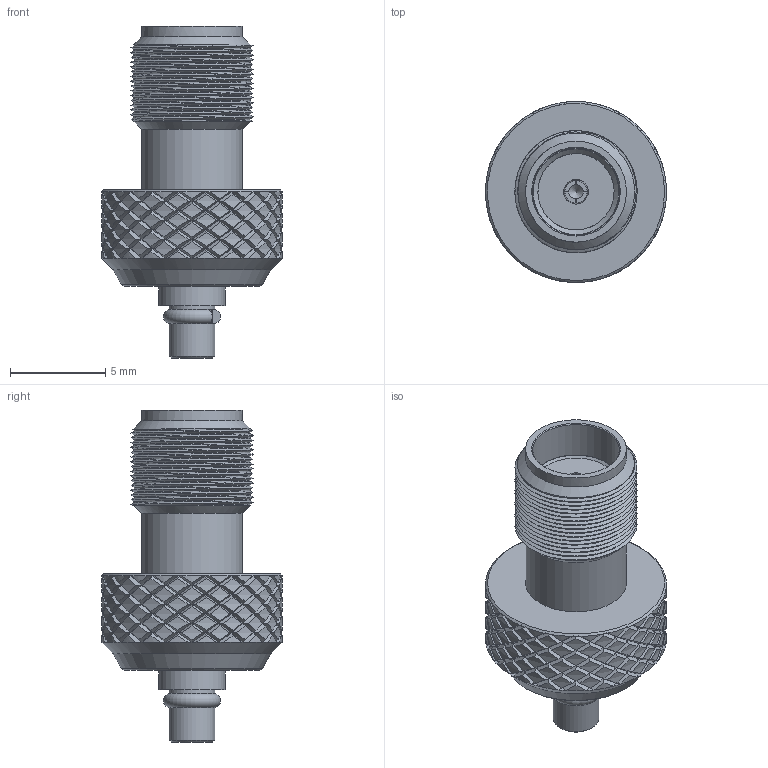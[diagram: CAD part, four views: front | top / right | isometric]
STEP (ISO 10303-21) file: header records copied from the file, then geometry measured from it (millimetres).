
FILE_DESCRIPTION(/* description */ ('Unknown'),/* implementation_level */ '2;1');
FILE_NAME(/* name */ '64403160211000',/* time_stamp */ '2024-03-19T11:26:29+01:00',/* author */ ('Unknown'),/* organization */ ('Unknown'),/* preprocessor_version */ 'ST-DEVELOPER v18.102',/* originating_system */ 'Solid Edge',/* authorisation */ 'Unknown');
FILE_SCHEMA (('AUTOMOTIVE_DESIGN {1 0 10303 214 3 1 1}'));
Length unit declared in the file: millimetre
Products named in the file (7): 64403160211000; 64403160211000_connector body; 64403160211000_insulator2; 64403160211000_insulator; 64403160211000_body; 64403160211000_center pin; 64403160211000_c ring
Assembly tree (6 placements, depth 2):
  64403160211000
    64403160211000_connector body
    64403160211000_insulator2
    64403160211000_insulator
    64403160211000_body
    64403160211000_center pin
    64403160211000_c ring
Bounding box: 9.5 x 9.5 x 17.43 mm (x, y, z)
Volume: 511.8 mm3; surface area: 1183.7 mm2
Topology: 6 solids, 6 shells, 1059 faces, 2325 edges, 1293 vertices
Faces by surface type: bspline 562, cylinder 267, plane 167, cone 58, torus 5
Full cylindrical faces by diameter (mm): 0.4 x1, 0.7 x2, 0.75 x1, 1.27 x3, 1.3 x1, 1.5 x1, 2 x1, 2.2 x2, 2.4 x2, 3.5 x1, 3.9 x2, 4 x3, 4.25 x1, 4.56 x1, 5.3 x2, 6.87 x1
Entity records: 35619 total; most frequent: CARTESIAN_POINT 18859, ORIENTED_EDGE 4524, EDGE_CURVE 2262, DIRECTION 2069, VERTEX_POINT 1274, FACE_BOUND 1126, EDGE_LOOP 1125, ADVANCED_FACE 1059
